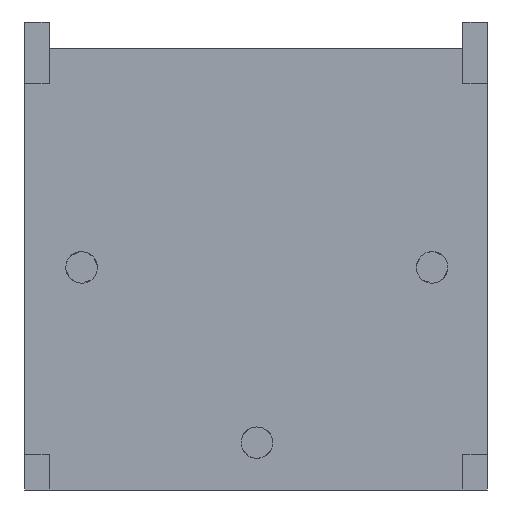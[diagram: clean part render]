
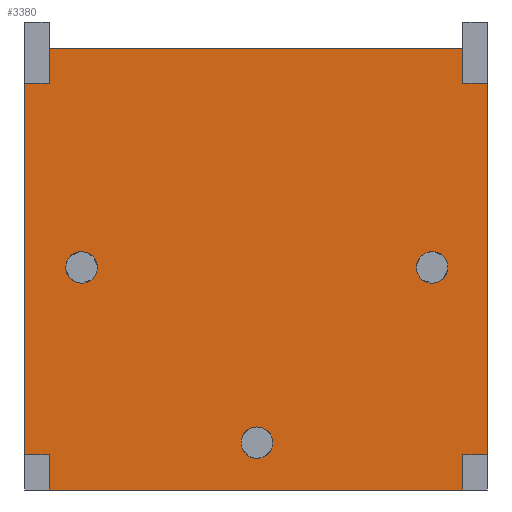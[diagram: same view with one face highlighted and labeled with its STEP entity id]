
A CAD part, front view. The second image highlights one B-rep face of the part: STEP entity #3380.
In plain terms, the highlighted free-form (B-spline) face has degree [1, 1] with [2, 2] control points.
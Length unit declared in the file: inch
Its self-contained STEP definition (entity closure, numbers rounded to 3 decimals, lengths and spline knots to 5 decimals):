
#144=CARTESIAN_POINT('',(0.172,-0.001,-0.0995));
#145=DIRECTION('',(1.,0.,0.));
#146=DIRECTION('',(0.,0.917,-0.399));
#147=AXIS2_PLACEMENT_3D('',#144,#145,#146);
#152=CARTESIAN_POINT('',(0.172,-0.001,-0.0995));
#153=DIRECTION('',(1.,0.,0.));
#154=DIRECTION('',(0.,-0.917,0.399));
#155=AXIS2_PLACEMENT_3D('',#152,#153,#154);
#160=CARTESIAN_POINT('',(0.172,-0.001,0.1005));
#161=DIRECTION('',(1.,0.,0.));
#162=DIRECTION('',(0.,-0.917,-0.399));
#163=AXIS2_PLACEMENT_3D('',#160,#161,#162);
#168=CARTESIAN_POINT('',(0.172,-0.001,0.1005));
#169=DIRECTION('',(1.,0.,0.));
#170=DIRECTION('',(0.,0.917,0.399));
#171=AXIS2_PLACEMENT_3D('',#168,#169,#170);
#176=CARTESIAN_POINT('',(0.172,0.099,0.0005));
#177=DIRECTION('',(1.,0.,0.));
#178=DIRECTION('',(0.,1.,0.));
#179=AXIS2_PLACEMENT_3D('',#176,#177,#178);
#184=CARTESIAN_POINT('',(0.172,0.099,0.0005));
#185=DIRECTION('',(1.,0.,0.));
#186=DIRECTION('',(0.,-1.,0.));
#187=AXIS2_PLACEMENT_3D('',#184,#185,#186);
#192=DIRECTION('',(0.,0.,1.));
#193=VECTOR('',#192,0.014);
#194=CARTESIAN_POINT('',(0.172,-0.106,-0.132));
#195=LINE('',#194,#193);
#199=DIRECTION('',(0.,-1.,0.));
#200=VECTOR('',#199,0.02);
#201=CARTESIAN_POINT('',(0.172,-0.106,-0.118));
#202=LINE('',#201,#200);
#206=DIRECTION('',(0.,1.,0.));
#207=VECTOR('',#206,0.02);
#208=CARTESIAN_POINT('',(0.172,-0.126,0.118));
#209=LINE('',#208,#207);
#213=DIRECTION('',(0.,0.,-1.));
#214=VECTOR('',#213,0.014);
#215=CARTESIAN_POINT('',(0.172,-0.106,0.132));
#216=LINE('',#215,#214);
#220=DIRECTION('',(0.,-1.,0.));
#221=VECTOR('',#220,0.212);
#222=CARTESIAN_POINT('',(0.172,0.106,0.132));
#223=LINE('',#222,#221);
#227=DIRECTION('',(0.,0.,-1.));
#228=VECTOR('',#227,0.014);
#229=CARTESIAN_POINT('',(0.172,0.106,0.132));
#230=LINE('',#229,#228);
#234=DIRECTION('',(0.,-1.,0.));
#235=VECTOR('',#234,0.02);
#236=CARTESIAN_POINT('',(0.172,0.126,0.118));
#237=LINE('',#236,#235);
#241=DIRECTION('',(0.,0.,1.));
#242=VECTOR('',#241,0.236);
#243=CARTESIAN_POINT('',(0.172,0.126,-0.118));
#244=LINE('',#243,#242);
#248=DIRECTION('',(0.,-1.,0.));
#249=VECTOR('',#248,0.02);
#250=CARTESIAN_POINT('',(0.172,0.126,-0.118));
#251=LINE('',#250,#249);
#255=DIRECTION('',(0.,0.,1.));
#256=VECTOR('',#255,0.014);
#257=CARTESIAN_POINT('',(0.172,0.106,-0.132));
#258=LINE('',#257,#256);
#262=DIRECTION('',(0.,1.,0.));
#263=VECTOR('',#262,0.212);
#264=CARTESIAN_POINT('',(0.172,-0.106,-0.132));
#265=LINE('',#264,#263);
#499=DIRECTION('',(0.,0.,-1.));
#500=VECTOR('',#499,0.236);
#501=CARTESIAN_POINT('',(0.172,-0.126,0.118));
#502=LINE('',#501,#500);
#2955=CARTESIAN_POINT('',(0.172,0.126,0.118));
#2956=CARTESIAN_POINT('',(0.172,0.106,0.118));
#2957=VERTEX_POINT('',#2955);
#2958=VERTEX_POINT('',#2956);
#2959=CARTESIAN_POINT('',(0.172,0.106,0.132));
#2960=VERTEX_POINT('',#2959);
#2961=CARTESIAN_POINT('',(0.172,0.126,-0.118));
#2962=CARTESIAN_POINT('',(0.172,0.106,-0.118));
#2963=VERTEX_POINT('',#2961);
#2964=VERTEX_POINT('',#2962);
#2965=CARTESIAN_POINT('',(0.172,0.106,-0.132));
#2966=VERTEX_POINT('',#2965);
#2967=CARTESIAN_POINT('',(0.172,-0.106,0.132));
#2968=VERTEX_POINT('',#2967);
#2969=CARTESIAN_POINT('',(0.172,-0.106,-0.132));
#2970=VERTEX_POINT('',#2969);
#2971=CARTESIAN_POINT('',(0.172,-0.126,0.118));
#2972=VERTEX_POINT('',#2971);
#2973=CARTESIAN_POINT('',(0.172,-0.126,-0.118));
#2974=VERTEX_POINT('',#2973);
#3217=CARTESIAN_POINT('',(0.172,0.108,0.0005));
#3218=CARTESIAN_POINT('',(0.172,0.09,0.0005));
#3219=VERTEX_POINT('',#3217);
#3220=VERTEX_POINT('',#3218);
#3221=CARTESIAN_POINT('',(0.172,-0.00925,0.09691));
#3222=CARTESIAN_POINT('',(0.172,0.00725,0.10409));
#3223=VERTEX_POINT('',#3221);
#3224=VERTEX_POINT('',#3222);
#3225=CARTESIAN_POINT('',(0.172,0.00725,-0.10309));
#3226=CARTESIAN_POINT('',(0.172,-0.00925,-0.09591));
#3227=VERTEX_POINT('',#3225);
#3228=VERTEX_POINT('',#3226);
#3229=CARTESIAN_POINT('',(0.172,-0.106,-0.118));
#3230=VERTEX_POINT('',#3229);
#3231=CARTESIAN_POINT('',(0.172,-0.106,0.118));
#3232=VERTEX_POINT('',#3231);
#3334=CARTESIAN_POINT('',(0.172,-0.13104,0.13728));
#3335=CARTESIAN_POINT('',(0.172,0.13104,0.13728));
#3336=CARTESIAN_POINT('',(0.172,-0.13104,-0.13728));
#3337=CARTESIAN_POINT('',(0.172,0.13104,-0.13728));
#3338=B_SPLINE_SURFACE_WITH_KNOTS('',1,1,((#3334,#3335),(#3336,#3337)),
.UNSPECIFIED.,.F.,.F.,.F.,(2,2),(2,2),(-0.13728,0.13728),(-0.13104,
0.13104),.UNSPECIFIED.);
#3340=ORIENTED_EDGE('',*,*,#3339,.T.);
#3342=ORIENTED_EDGE('',*,*,#3341,.T.);
#3344=ORIENTED_EDGE('',*,*,#3343,.F.);
#3346=ORIENTED_EDGE('',*,*,#3345,.T.);
#3348=ORIENTED_EDGE('',*,*,#3347,.F.);
#3349=ORIENTED_EDGE('',*,*,#3278,.F.);
#3351=ORIENTED_EDGE('',*,*,#3350,.T.);
#3353=ORIENTED_EDGE('',*,*,#3352,.F.);
#3354=ORIENTED_EDGE('',*,*,#3301,.F.);
#3356=ORIENTED_EDGE('',*,*,#3355,.T.);
#3358=ORIENTED_EDGE('',*,*,#3357,.F.);
#3359=ORIENTED_EDGE('',*,*,#3317,.F.);
#3360=EDGE_LOOP('',(#3340,#3342,#3344,#3346,#3348,#3349,#3351,#3353,#3354,#3356,
#3358,#3359));
#3361=FACE_OUTER_BOUND('',#3360,.F.);
#3363=ORIENTED_EDGE('',*,*,#3362,.T.);
#3365=ORIENTED_EDGE('',*,*,#3364,.T.);
#3366=EDGE_LOOP('',(#3363,#3365));
#3367=FACE_BOUND('',#3366,.F.);
#3369=ORIENTED_EDGE('',*,*,#3368,.T.);
#3371=ORIENTED_EDGE('',*,*,#3370,.T.);
#3372=EDGE_LOOP('',(#3369,#3371));
#3373=FACE_BOUND('',#3372,.F.);
#3375=ORIENTED_EDGE('',*,*,#3374,.T.);
#3377=ORIENTED_EDGE('',*,*,#3376,.T.);
#3378=EDGE_LOOP('',(#3375,#3377));
#3379=FACE_BOUND('',#3378,.F.);
#3380=ADVANCED_FACE('',(#3361,#3367,#3373,#3379),#3338,.T.);
#148=CIRCLE('',#147,0.009);
#156=CIRCLE('',#155,0.009);
#164=CIRCLE('',#163,0.009);
#172=CIRCLE('',#171,0.009);
#180=CIRCLE('',#179,0.009);
#188=CIRCLE('',#187,0.009);
#3278=EDGE_CURVE('',#2960,#2968,#223,.T.);
#3301=EDGE_CURVE('',#2963,#2957,#244,.T.);
#3317=EDGE_CURVE('',#2970,#2966,#265,.T.);
#3339=EDGE_CURVE('',#2970,#3230,#195,.T.);
#3341=EDGE_CURVE('',#3230,#2974,#202,.T.);
#3343=EDGE_CURVE('',#2972,#2974,#502,.T.);
#3345=EDGE_CURVE('',#2972,#3232,#209,.T.);
#3347=EDGE_CURVE('',#2968,#3232,#216,.T.);
#3350=EDGE_CURVE('',#2960,#2958,#230,.T.);
#3352=EDGE_CURVE('',#2957,#2958,#237,.T.);
#3355=EDGE_CURVE('',#2963,#2964,#251,.T.);
#3357=EDGE_CURVE('',#2966,#2964,#258,.T.);
#3362=EDGE_CURVE('',#3227,#3228,#148,.T.);
#3364=EDGE_CURVE('',#3228,#3227,#156,.T.);
#3368=EDGE_CURVE('',#3223,#3224,#164,.T.);
#3370=EDGE_CURVE('',#3224,#3223,#172,.T.);
#3374=EDGE_CURVE('',#3219,#3220,#180,.T.);
#3376=EDGE_CURVE('',#3220,#3219,#188,.T.);
